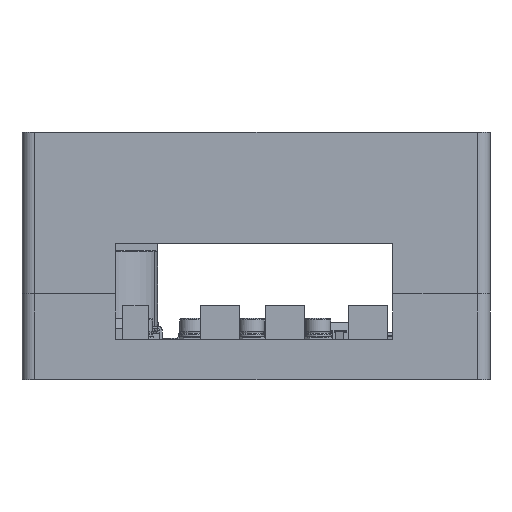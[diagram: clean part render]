
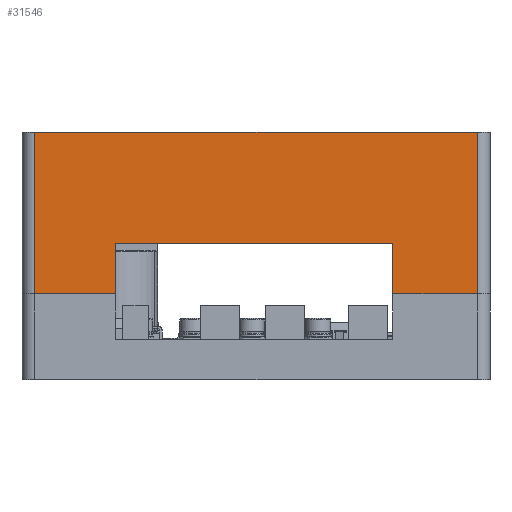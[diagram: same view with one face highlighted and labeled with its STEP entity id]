
A CAD part, left-side view. The second image highlights one B-rep face of the part: STEP entity #31546.
In plain terms, the highlighted planar face has unit normal (-1, 0, 0).
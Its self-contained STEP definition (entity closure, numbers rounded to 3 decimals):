
#3832=FACE_OUTER_BOUND('',#5570,.T.);
#5570=EDGE_LOOP('',(#27566,#27567,#27568,#27569,#27570,#27571,#27572,#27573));
#8701=LINE('',#56289,#11903);
#8725=LINE('',#56372,#11927);
#8731=LINE('',#56386,#11933);
#8738=LINE('',#56401,#11940);
#8744=LINE('',#56415,#11946);
#8746=LINE('',#56420,#11948);
#8767=LINE('',#56462,#11969);
#8768=LINE('',#56464,#11970);
#11903=VECTOR('',#41094,10.);
#11927=VECTOR('',#41168,10.);
#11933=VECTOR('',#41180,10.);
#11940=VECTOR('',#41191,10.);
#11946=VECTOR('',#41203,10.);
#11948=VECTOR('',#41209,10.);
#11969=VECTOR('',#41256,10.);
#11970=VECTOR('',#41259,10.);
#14699=VERTEX_POINT('',#56286);
#14700=VERTEX_POINT('',#56288);
#14733=VERTEX_POINT('',#56369);
#14734=VERTEX_POINT('',#56371);
#14739=VERTEX_POINT('',#56384);
#14742=VERTEX_POINT('',#56394);
#14745=VERTEX_POINT('',#56399);
#14750=VERTEX_POINT('',#56414);
#18952=EDGE_CURVE('',#14699,#14700,#8701,.T.);
#18990=EDGE_CURVE('',#14733,#14734,#8725,.T.);
#18998=EDGE_CURVE('',#14733,#14739,#8731,.T.);
#19005=EDGE_CURVE('',#14742,#14745,#8738,.T.);
#19012=EDGE_CURVE('',#14750,#14742,#8744,.T.);
#19015=EDGE_CURVE('',#14745,#14734,#8746,.T.);
#19038=EDGE_CURVE('',#14739,#14700,#8767,.T.);
#19039=EDGE_CURVE('',#14750,#14699,#8768,.T.);
#27566=ORIENTED_EDGE('',*,*,#19015,.T.);
#27567=ORIENTED_EDGE('',*,*,#18990,.F.);
#27568=ORIENTED_EDGE('',*,*,#18998,.T.);
#27569=ORIENTED_EDGE('',*,*,#19038,.T.);
#27570=ORIENTED_EDGE('',*,*,#18952,.F.);
#27571=ORIENTED_EDGE('',*,*,#19039,.F.);
#27572=ORIENTED_EDGE('',*,*,#19012,.T.);
#27573=ORIENTED_EDGE('',*,*,#19005,.T.);
#28741=PLANE('',#33854);
#31546=ADVANCED_FACE('',(#3832),#28741,.T.);
#33854=AXIS2_PLACEMENT_3D('',#56463,#41257,#41258);
#41094=DIRECTION('',(0.,-1.,0.));
#41168=DIRECTION('',(0.,0.,1.));
#41180=DIRECTION('',(0.,-1.,0.));
#41191=DIRECTION('',(0.,0.,1.));
#41203=DIRECTION('',(0.,-1.,0.));
#41209=DIRECTION('',(0.,-1.,0.));
#41256=DIRECTION('',(0.,0.,1.));
#41257=DIRECTION('center_axis',(-1.,0.,0.));
#41258=DIRECTION('ref_axis',(0.,-1.,0.));
#41259=DIRECTION('',(0.,0.,1.));
#56286=CARTESIAN_POINT('',(50.396,-47.562,43.));
#56288=CARTESIAN_POINT('',(50.396,-135.318,43.));
#56289=CARTESIAN_POINT('',(50.396,-47.562,43.));
#56369=CARTESIAN_POINT('',(50.396,-118.551,11.));
#56371=CARTESIAN_POINT('',(50.396,-118.551,21.));
#56372=CARTESIAN_POINT('',(50.396,-118.551,11.));
#56384=CARTESIAN_POINT('',(50.396,-135.318,11.));
#56386=CARTESIAN_POINT('',(50.396,-118.551,11.));
#56394=CARTESIAN_POINT('',(50.396,-63.616,11.));
#56399=CARTESIAN_POINT('',(50.396,-63.616,21.));
#56401=CARTESIAN_POINT('',(50.396,-63.616,11.));
#56414=CARTESIAN_POINT('',(50.396,-47.562,11.));
#56415=CARTESIAN_POINT('',(50.396,-47.562,11.));
#56420=CARTESIAN_POINT('',(50.396,-118.551,21.));
#56462=CARTESIAN_POINT('',(50.396,-135.318,21.));
#56463=CARTESIAN_POINT('Origin',(50.396,-47.562,21.));
#56464=CARTESIAN_POINT('',(50.396,-47.562,21.));
